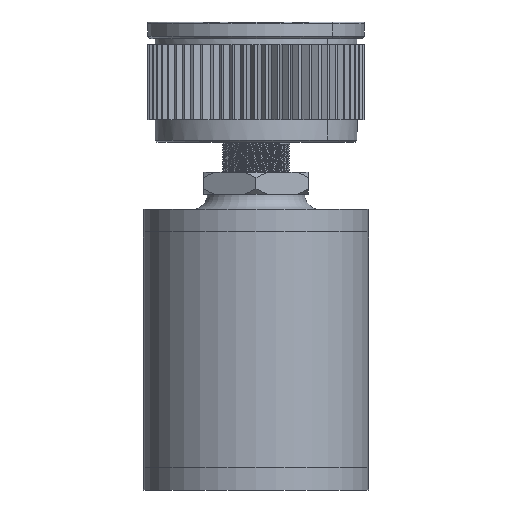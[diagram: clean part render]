
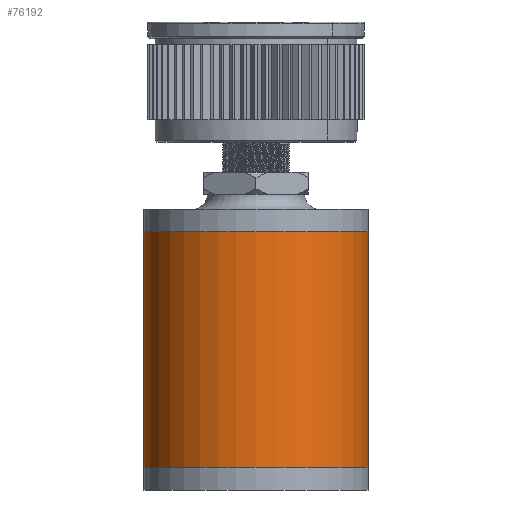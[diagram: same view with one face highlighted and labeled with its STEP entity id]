
A CAD part, front view. The second image highlights one B-rep face of the part: STEP entity #76192.
In plain terms, the highlighted cylindrical face has radius 15 mm (diameter 30 mm), a partial arc.
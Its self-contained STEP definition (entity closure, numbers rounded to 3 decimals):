
#2437 = EDGE_CURVE ( 'NONE', #45340, #7555, #84230, .T. ) ;
#7555 = VERTEX_POINT ( 'NONE', #18937 ) ;
#18797 = VECTOR ( 'NONE', #33179, 1000. ) ;
#18937 = CARTESIAN_POINT ( 'NONE',  ( -15., 0., -34.4 ) ) ;
#19441 = AXIS2_PLACEMENT_3D ( 'NONE', #40392, #83586, #25951 ) ;
#23621 = ORIENTED_EDGE ( 'NONE', *, *, #35723, .T. ) ;
#23785 = DIRECTION ( 'NONE',  ( 0., 0., 1. ) ) ;
#25502 = EDGE_CURVE ( 'NONE', #55580, #84542, #33081, .T. ) ;
#25951 = DIRECTION ( 'NONE',  ( 1., 0., 0. ) ) ;
#27034 = ORIENTED_EDGE ( 'NONE', *, *, #61697, .F. ) ;
#30436 = EDGE_LOOP ( 'NONE', ( #27034, #67193, #23621, #44170 ) ) ;
#33081 = CIRCLE ( 'NONE', #82188, 15. ) ;
#33160 = CYLINDRICAL_SURFACE ( 'NONE', #19441, 15. ) ;
#33179 = DIRECTION ( 'NONE',  ( 0., 0., 1. ) ) ;
#35067 = LINE ( 'NONE', #77828, #18797 ) ;
#35446 = DIRECTION ( 'NONE',  ( 0., 0., -1. ) ) ;
#35723 = EDGE_CURVE ( 'NONE', #45340, #55580, #89097, .T. ) ;
#40392 = CARTESIAN_POINT ( 'NONE',  ( 0., 0., -37.4 ) ) ;
#44170 = ORIENTED_EDGE ( 'NONE', *, *, #25502, .T. ) ;
#45340 = VERTEX_POINT ( 'NONE', #93837 ) ;
#49710 = CARTESIAN_POINT ( 'NONE',  ( 15., 0., -3. ) ) ;
#55580 = VERTEX_POINT ( 'NONE', #49710 ) ;
#59405 = CARTESIAN_POINT ( 'NONE',  ( 15., 0., -37.4 ) ) ;
#61697 = EDGE_CURVE ( 'NONE', #7555, #84542, #35067, .T. ) ;
#62385 = VECTOR ( 'NONE', #23785, 1000. ) ;
#64276 = DIRECTION ( 'NONE',  ( 0., -1., 0. ) ) ;
#65239 = CARTESIAN_POINT ( 'NONE',  ( 0., 0., -3. ) ) ;
#67193 = ORIENTED_EDGE ( 'NONE', *, *, #2437, .F. ) ;
#68262 = FACE_OUTER_BOUND ( 'NONE', #30436, .T. ) ;
#76192 = ADVANCED_FACE ( 'NONE', ( #68262 ), #33160, .T. ) ;
#77444 = DIRECTION ( 'NONE',  ( 0., -1., 0. ) ) ;
#77828 = CARTESIAN_POINT ( 'NONE',  ( -15., 0., -37.4 ) ) ;
#77912 = CARTESIAN_POINT ( 'NONE',  ( 0., 0., -34.4 ) ) ;
#82188 = AXIS2_PLACEMENT_3D ( 'NONE', #65239, #35446, #64276 ) ;
#83586 = DIRECTION ( 'NONE',  ( 0., 0., 1. ) ) ;
#84230 = CIRCLE ( 'NONE', #94982, 15. ) ;
#84542 = VERTEX_POINT ( 'NONE', #87699 ) ;
#85114 = DIRECTION ( 'NONE',  ( 0., 0., -1. ) ) ;
#87699 = CARTESIAN_POINT ( 'NONE',  ( -15., 0., -3. ) ) ;
#89097 = LINE ( 'NONE', #59405, #62385 ) ;
#93837 = CARTESIAN_POINT ( 'NONE',  ( 15., 0., -34.4 ) ) ;
#94982 = AXIS2_PLACEMENT_3D ( 'NONE', #77912, #85114, #77444 ) ;
